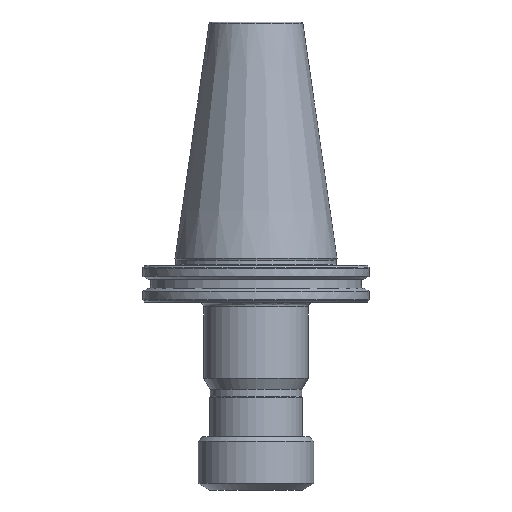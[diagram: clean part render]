
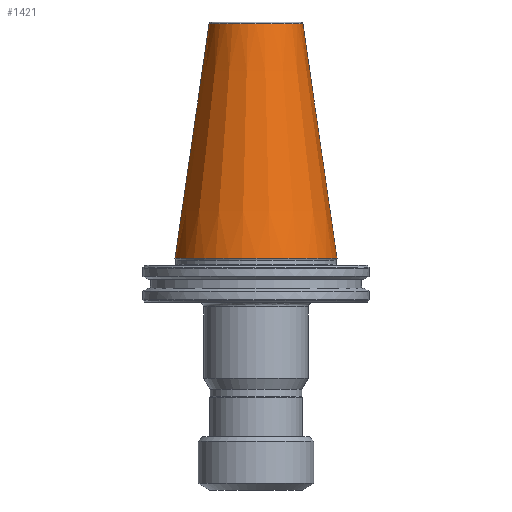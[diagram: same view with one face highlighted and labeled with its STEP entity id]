
A CAD part, front view. The second image highlights one B-rep face of the part: STEP entity #1421.
In plain terms, the highlighted conical face has half-angle 8.297 degrees and reference radius 34.925 mm.
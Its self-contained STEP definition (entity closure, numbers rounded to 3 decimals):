
#159 = EDGE_CURVE ( 'NONE', #232, #790, #3204, .T. ) ;
#226 = VERTEX_POINT ( 'NONE', #3363 ) ;
#232 = VERTEX_POINT ( 'NONE', #364 ) ;
#246 = DIRECTION ( 'NONE',  ( -1., 0., 0. ) ) ;
#340 = CARTESIAN_POINT ( 'NONE',  ( 34.925, 0., 0. ) ) ;
#364 = CARTESIAN_POINT ( 'NONE',  ( -34.925, 0., 0. ) ) ;
#440 = CIRCLE ( 'NONE', #1350, 20.211 ) ;
#458 = EDGE_LOOP ( 'NONE', ( #2158, #1251, #2914, #2200 ) ) ;
#479 = AXIS2_PLACEMENT_3D ( 'NONE', #2369, #718, #246 ) ;
#535 = DIRECTION ( 'NONE',  ( 0.144, 0., -0.99 ) ) ;
#569 = CARTESIAN_POINT ( 'NONE',  ( 34.925, 0., 0. ) ) ;
#673 = AXIS2_PLACEMENT_3D ( 'NONE', #1608, #1271, #2502 ) ;
#718 = DIRECTION ( 'NONE',  ( 0., 0., 1. ) ) ;
#790 = VERTEX_POINT ( 'NONE', #340 ) ;
#805 = EDGE_CURVE ( 'NONE', #1053, #226, #440, .T. ) ;
#983 = DIRECTION ( 'NONE',  ( -1., 0., 0. ) ) ;
#992 = DIRECTION ( 'NONE',  ( 0., 0., -1. ) ) ;
#996 = CARTESIAN_POINT ( 'NONE',  ( 0., 0., 100.894 ) ) ;
#1000 = VECTOR ( 'NONE', #2345, 1000. ) ;
#1053 = VERTEX_POINT ( 'NONE', #1294 ) ;
#1134 = VECTOR ( 'NONE', #535, 1000. ) ;
#1246 = EDGE_CURVE ( 'NONE', #226, #232, #2581, .T. ) ;
#1251 = ORIENTED_EDGE ( 'NONE', *, *, #805, .T. ) ;
#1271 = DIRECTION ( 'NONE',  ( 0., 0., -1. ) ) ;
#1294 = CARTESIAN_POINT ( 'NONE',  ( 20.211, 0., 100.894 ) ) ;
#1350 = AXIS2_PLACEMENT_3D ( 'NONE', #996, #992, #983 ) ;
#1421 = ADVANCED_FACE ( 'NONE', ( #1874 ), #2493, .T. ) ;
#1608 = CARTESIAN_POINT ( 'NONE',  ( 0., 0., 0. ) ) ;
#1874 = FACE_OUTER_BOUND ( 'NONE', #458, .T. ) ;
#2158 = ORIENTED_EDGE ( 'NONE', *, *, #2302, .F. ) ;
#2200 = ORIENTED_EDGE ( 'NONE', *, *, #159, .T. ) ;
#2302 = EDGE_CURVE ( 'NONE', #1053, #790, #2683, .T. ) ;
#2345 = DIRECTION ( 'NONE',  ( -0.144, 0., -0.99 ) ) ;
#2369 = CARTESIAN_POINT ( 'NONE',  ( 0., 0., 0. ) ) ;
#2380 = CARTESIAN_POINT ( 'NONE',  ( -34.925, 0., 0. ) ) ;
#2493 = CONICAL_SURFACE ( 'NONE', #673, 34.925, 0.145 ) ;
#2502 = DIRECTION ( 'NONE',  ( -1., 0., 0. ) ) ;
#2581 = LINE ( 'NONE', #2380, #1000 ) ;
#2683 = LINE ( 'NONE', #569, #1134 ) ;
#2914 = ORIENTED_EDGE ( 'NONE', *, *, #1246, .T. ) ;
#3204 = CIRCLE ( 'NONE', #479, 34.925 ) ;
#3363 = CARTESIAN_POINT ( 'NONE',  ( -20.211, 0., 100.894 ) ) ;
